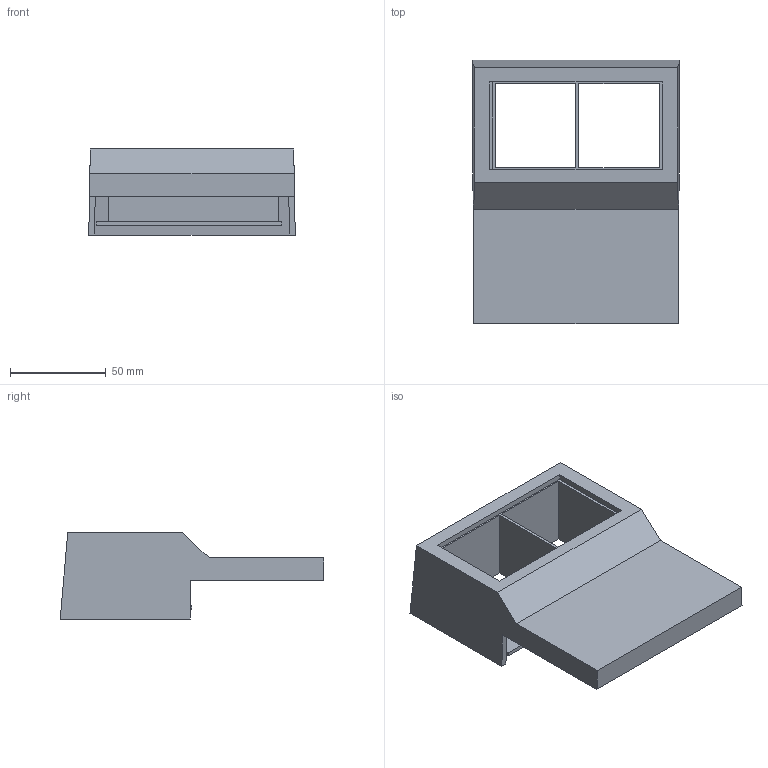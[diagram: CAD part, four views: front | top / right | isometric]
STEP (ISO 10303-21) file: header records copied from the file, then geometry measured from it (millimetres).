
FILE_DESCRIPTION(('CoCreate Modeling STEP Export'),'2;1');
FILE_NAME('6199461.stp','2016-08-18T10:23:58',(''),(''),'CoCreate Modeling STEP processor for AP214 (Solid Model)','CoCreate Modeling 16.00B 02-Dec-2008 (C) Parametric Technology GmbH','');
FILE_SCHEMA(('AUTOMOTIVE_DESIGN { 1 0 10303 214 1 1 1 1 }'));
Length unit declared in the file: millimetre
Products named in the file (3): SKL_45_D_OBERTEIL.1; SKL_45_D_UNTERTEIL.1
Assembly tree (1 placements, depth 2):
  SKL_45_D_OBERTEIL.1
  SKL_45_D_UNTERTEIL.1
    SKL_45_D_UNTERTEIL.1
Bounding box: 108 x 138 x 45 mm (x, y, z)
Volume: 89614.7 mm3; surface area: 75939.8 mm2
Topology: 2 solids, 2 shells, 41 faces, 108 edges, 72 vertices
Faces by surface type: plane 41
Entity records: 1308 total; most frequent: CARTESIAN_POINT 220, ORIENTED_EDGE 216, DIRECTION 190, EDGE_CURVE 108, VECTOR 106, LINE 106, VERTEX_POINT 72, EDGE_LOOP 48
